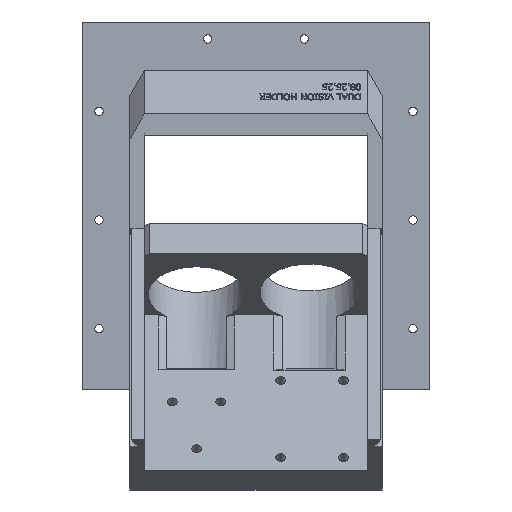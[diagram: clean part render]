
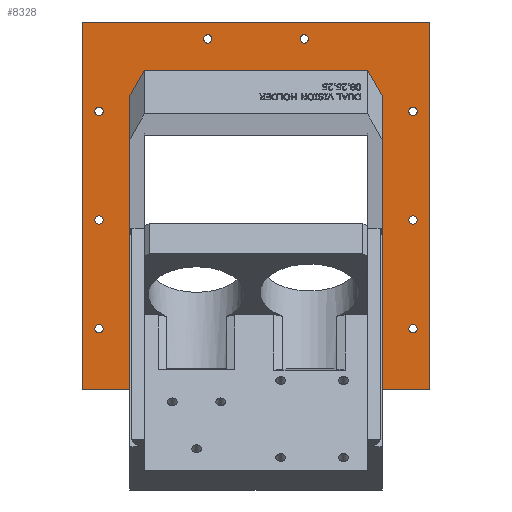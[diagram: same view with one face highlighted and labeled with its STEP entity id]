
A CAD part, top view. The second image highlights one B-rep face of the part: STEP entity #8328.
In plain terms, the highlighted planar face has unit normal (0, 0, 1).
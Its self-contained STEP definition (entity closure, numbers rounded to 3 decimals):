
#550=FACE_BOUND('',#1598,.T.);
#551=FACE_BOUND('',#1599,.T.);
#552=FACE_BOUND('',#1600,.T.);
#553=FACE_BOUND('',#1601,.T.);
#554=FACE_BOUND('',#1602,.T.);
#555=FACE_BOUND('',#1603,.T.);
#556=FACE_BOUND('',#1604,.T.);
#557=FACE_BOUND('',#1605,.T.);
#558=FACE_BOUND('',#1606,.T.);
#619=CIRCLE('',#8711,1.729);
#620=CIRCLE('',#8712,1.729);
#621=CIRCLE('',#8713,1.729);
#622=CIRCLE('',#8714,1.729);
#623=CIRCLE('',#8715,1.729);
#624=CIRCLE('',#8716,1.729);
#625=CIRCLE('',#8717,1.729);
#626=CIRCLE('',#8718,1.729);
#1084=FACE_OUTER_BOUND('',#1597,.T.);
#1597=EDGE_LOOP('',(#7538,#7539,#7540,#7541));
#1598=EDGE_LOOP('',(#7542,#7543,#7544,#7545,#7546,#7547));
#1599=EDGE_LOOP('',(#7548));
#1600=EDGE_LOOP('',(#7549));
#1601=EDGE_LOOP('',(#7550));
#1602=EDGE_LOOP('',(#7551));
#1603=EDGE_LOOP('',(#7552));
#1604=EDGE_LOOP('',(#7553));
#1605=EDGE_LOOP('',(#7554));
#1606=EDGE_LOOP('',(#7555));
#1657=LINE('',#10399,#2473);
#1665=LINE('',#10413,#2481);
#1701=LINE('',#10519,#2517);
#1766=LINE('',#10700,#2582);
#2414=LINE('',#14640,#3230);
#2418=LINE('',#14656,#3234);
#2419=LINE('',#14658,#3235);
#2420=LINE('',#14659,#3236);
#2421=LINE('',#14660,#3237);
#2422=LINE('',#14661,#3238);
#2473=VECTOR('',#8855,10.);
#2481=VECTOR('',#8865,10.);
#2517=VECTOR('',#8961,10.);
#2582=VECTOR('',#9130,10.);
#3230=VECTOR('',#10174,10.);
#3234=VECTOR('',#10200,10.);
#3235=VECTOR('',#10201,10.);
#3236=VECTOR('',#10202,10.);
#3237=VECTOR('',#10203,10.);
#3238=VECTOR('',#10204,10.);
#3300=VERTEX_POINT('',#10397);
#3301=VERTEX_POINT('',#10398);
#3306=VERTEX_POINT('',#10411);
#3345=VERTEX_POINT('',#10517);
#3346=VERTEX_POINT('',#10518);
#3410=VERTEX_POINT('',#10699);
#4039=VERTEX_POINT('',#14637);
#4040=VERTEX_POINT('',#14639);
#4041=VERTEX_POINT('',#14655);
#4042=VERTEX_POINT('',#14657);
#4043=VERTEX_POINT('',#14662);
#4044=VERTEX_POINT('',#14664);
#4045=VERTEX_POINT('',#14666);
#4046=VERTEX_POINT('',#14668);
#4047=VERTEX_POINT('',#14670);
#4048=VERTEX_POINT('',#14672);
#4049=VERTEX_POINT('',#14674);
#4050=VERTEX_POINT('',#14676);
#4106=EDGE_CURVE('',#3300,#3301,#1657,.T.);
#4114=EDGE_CURVE('',#3300,#3306,#1665,.T.);
#4167=EDGE_CURVE('',#3345,#3346,#1701,.T.);
#4257=EDGE_CURVE('',#3410,#3301,#1766,.T.);
#5214=EDGE_CURVE('',#4040,#4039,#2414,.T.);
#5218=EDGE_CURVE('',#3345,#4041,#2418,.T.);
#5219=EDGE_CURVE('',#4041,#4042,#2419,.T.);
#5220=EDGE_CURVE('',#4042,#3346,#2420,.T.);
#5221=EDGE_CURVE('',#4040,#3306,#2421,.F.);
#5222=EDGE_CURVE('',#3410,#4039,#2422,.F.);
#5223=EDGE_CURVE('',#4043,#4043,#619,.T.);
#5224=EDGE_CURVE('',#4044,#4044,#620,.T.);
#5225=EDGE_CURVE('',#4045,#4045,#621,.T.);
#5226=EDGE_CURVE('',#4046,#4046,#622,.T.);
#5227=EDGE_CURVE('',#4047,#4047,#623,.T.);
#5228=EDGE_CURVE('',#4048,#4048,#624,.T.);
#5229=EDGE_CURVE('',#4049,#4049,#625,.T.);
#5230=EDGE_CURVE('',#4050,#4050,#626,.T.);
#7538=ORIENTED_EDGE('',*,*,#5218,.T.);
#7539=ORIENTED_EDGE('',*,*,#5219,.T.);
#7540=ORIENTED_EDGE('',*,*,#5220,.T.);
#7541=ORIENTED_EDGE('',*,*,#4167,.F.);
#7542=ORIENTED_EDGE('',*,*,#4106,.F.);
#7543=ORIENTED_EDGE('',*,*,#4114,.T.);
#7544=ORIENTED_EDGE('',*,*,#5221,.F.);
#7545=ORIENTED_EDGE('',*,*,#5214,.T.);
#7546=ORIENTED_EDGE('',*,*,#5222,.F.);
#7547=ORIENTED_EDGE('',*,*,#4257,.T.);
#7548=ORIENTED_EDGE('',*,*,#5223,.T.);
#7549=ORIENTED_EDGE('',*,*,#5224,.T.);
#7550=ORIENTED_EDGE('',*,*,#5225,.T.);
#7551=ORIENTED_EDGE('',*,*,#5226,.T.);
#7552=ORIENTED_EDGE('',*,*,#5227,.T.);
#7553=ORIENTED_EDGE('',*,*,#5228,.T.);
#7554=ORIENTED_EDGE('',*,*,#5229,.T.);
#7555=ORIENTED_EDGE('',*,*,#5230,.T.);
#7893=PLANE('',#8710);
#8328=ADVANCED_FACE('',(#1084,#550,#551,#552,#553,#554,#555,#556,#557,#558),
#7893,.T.);
#8710=AXIS2_PLACEMENT_3D('',#14654,#10198,#10199);
#8711=AXIS2_PLACEMENT_3D('',#14663,#10205,#10206);
#8712=AXIS2_PLACEMENT_3D('',#14665,#10207,#10208);
#8713=AXIS2_PLACEMENT_3D('',#14667,#10209,#10210);
#8714=AXIS2_PLACEMENT_3D('',#14669,#10211,#10212);
#8715=AXIS2_PLACEMENT_3D('',#14671,#10213,#10214);
#8716=AXIS2_PLACEMENT_3D('',#14673,#10215,#10216);
#8717=AXIS2_PLACEMENT_3D('',#14675,#10217,#10218);
#8718=AXIS2_PLACEMENT_3D('',#14677,#10219,#10220);
#8855=DIRECTION('',(1.,0.,0.));
#8865=DIRECTION('',(0.,1.,0.));
#8961=DIRECTION('',(-1.,0.,0.));
#9130=DIRECTION('',(0.,-1.,0.));
#10174=DIRECTION('',(1.,0.,0.));
#10198=DIRECTION('center_axis',(0.,0.,1.));
#10199=DIRECTION('ref_axis',(1.,0.,0.));
#10200=DIRECTION('',(0.,1.,0.));
#10201=DIRECTION('',(-1.,0.,0.));
#10202=DIRECTION('',(0.,-1.,0.));
#10203=DIRECTION('',(0.498,0.867,0.));
#10204=DIRECTION('',(0.498,-0.867,0.));
#10205=DIRECTION('center_axis',(0.,0.,-1.));
#10206=DIRECTION('ref_axis',(1.,0.,0.));
#10207=DIRECTION('center_axis',(0.,0.,-1.));
#10208=DIRECTION('ref_axis',(1.,0.,0.));
#10209=DIRECTION('center_axis',(0.,0.,-1.));
#10210=DIRECTION('ref_axis',(1.,0.,0.));
#10211=DIRECTION('center_axis',(0.,0.,-1.));
#10212=DIRECTION('ref_axis',(1.,0.,0.));
#10213=DIRECTION('center_axis',(0.,0.,-1.));
#10214=DIRECTION('ref_axis',(1.,0.,0.));
#10215=DIRECTION('center_axis',(0.,0.,-1.));
#10216=DIRECTION('ref_axis',(1.,0.,0.));
#10217=DIRECTION('center_axis',(0.,0.,-1.));
#10218=DIRECTION('ref_axis',(1.,0.,0.));
#10219=DIRECTION('center_axis',(0.,0.,-1.));
#10220=DIRECTION('ref_axis',(1.,0.,0.));
#10397=CARTESIAN_POINT('',(-54.732,-49.554,5.));
#10398=CARTESIAN_POINT('',(49.732,-49.554,5.));
#10399=CARTESIAN_POINT('',(-28.616,-49.554,5.));
#10411=CARTESIAN_POINT('',(-54.732,50.081,5.));
#10413=CARTESIAN_POINT('',(-54.732,13.927,5.));
#10517=CARTESIAN_POINT('',(69.5,-71.5,5.));
#10518=CARTESIAN_POINT('',(-74.5,-71.5,5.));
#10519=CARTESIAN_POINT('',(69.5,-71.5,5.));
#10699=CARTESIAN_POINT('',(49.732,50.081,5.));
#10700=CARTESIAN_POINT('',(49.732,-50.581,5.));
#14637=CARTESIAN_POINT('',(43.732,60.541,5.));
#14639=CARTESIAN_POINT('',(-48.732,60.541,5.));
#14640=CARTESIAN_POINT('',(-2.5,60.541,5.));
#14654=CARTESIAN_POINT('Origin',(-2.5,-1.5,5.));
#14655=CARTESIAN_POINT('',(69.5,80.5,5.));
#14656=CARTESIAN_POINT('',(69.5,-83.5,5.));
#14657=CARTESIAN_POINT('',(-74.5,80.5,5.));
#14658=CARTESIAN_POINT('',(69.5,80.5,5.));
#14659=CARTESIAN_POINT('',(-74.5,-69.799,5.));
#14660=CARTESIAN_POINT('',(-62.166,37.119,5.));
#14661=CARTESIAN_POINT('',(71.087,12.849,5.));
#14662=CARTESIAN_POINT('',(-24.229,73.5,5.));
#14663=CARTESIAN_POINT('Origin',(-22.5,73.5,5.));
#14664=CARTESIAN_POINT('',(60.771,43.5,5.));
#14665=CARTESIAN_POINT('Origin',(62.5,43.5,5.));
#14666=CARTESIAN_POINT('',(-69.229,-46.5,5.));
#14667=CARTESIAN_POINT('Origin',(-67.5,-46.5,5.));
#14668=CARTESIAN_POINT('',(-69.229,-1.5,5.));
#14669=CARTESIAN_POINT('Origin',(-67.5,-1.5,5.));
#14670=CARTESIAN_POINT('',(-69.229,43.5,5.));
#14671=CARTESIAN_POINT('Origin',(-67.5,43.5,5.));
#14672=CARTESIAN_POINT('',(60.771,-1.5,5.));
#14673=CARTESIAN_POINT('Origin',(62.5,-1.5,5.));
#14674=CARTESIAN_POINT('',(60.771,-46.5,5.));
#14675=CARTESIAN_POINT('Origin',(62.5,-46.5,5.));
#14676=CARTESIAN_POINT('',(15.771,73.5,5.));
#14677=CARTESIAN_POINT('Origin',(17.5,73.5,5.));
